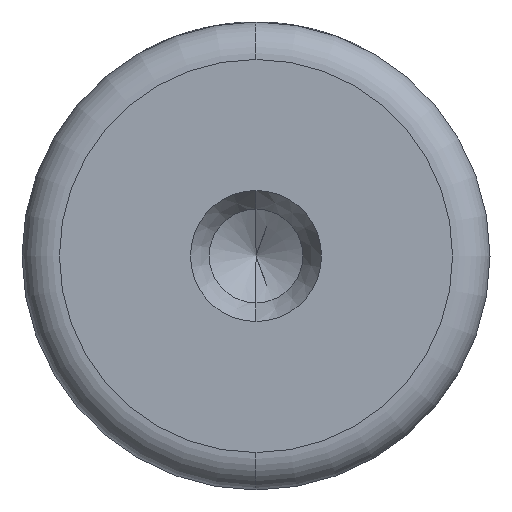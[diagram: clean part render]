
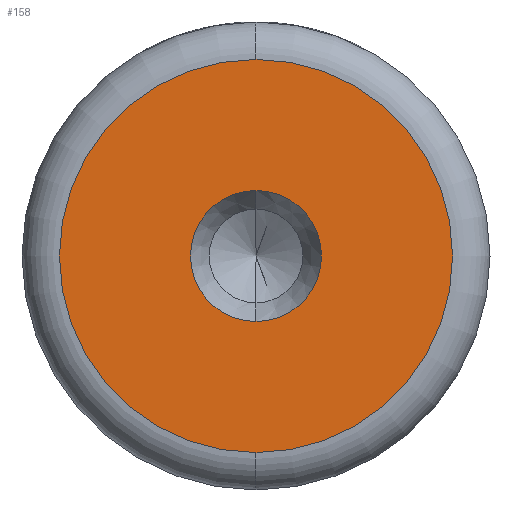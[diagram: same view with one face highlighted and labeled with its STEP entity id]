
A CAD part, left-side view. The second image highlights one B-rep face of the part: STEP entity #158.
In plain terms, the highlighted planar face has unit normal (-1, 0, 0).
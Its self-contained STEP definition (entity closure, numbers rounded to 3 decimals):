
#3 = DIRECTION ( 'NONE',  ( -1., 0., 0. ) ) ;
#11 = VERTEX_POINT ( 'NONE', #209 ) ;
#83 = CIRCLE ( 'NONE', #483, 10.5 ) ;
#139 = DIRECTION ( 'NONE',  ( -1., 0., 0. ) ) ;
#158 = ADVANCED_FACE ( 'NONE', ( #187, #172 ), #362, .T. ) ;
#172 = FACE_BOUND ( 'NONE', #853, .T. ) ;
#187 = FACE_OUTER_BOUND ( 'NONE', #555, .T. ) ;
#209 = CARTESIAN_POINT ( 'NONE',  ( 0., 0., -10.5 ) ) ;
#254 = DIRECTION ( 'NONE',  ( -1., 0., 0. ) ) ;
#294 = CARTESIAN_POINT ( 'NONE',  ( 0., 0., 0. ) ) ;
#296 = VERTEX_POINT ( 'NONE', #871 ) ;
#316 = VERTEX_POINT ( 'NONE', #1201 ) ;
#362 = PLANE ( 'NONE',  #889 ) ;
#401 = CIRCLE ( 'NONE', #472, 3.5 ) ;
#416 = DIRECTION ( 'NONE',  ( 0., 0., 1. ) ) ;
#472 = AXIS2_PLACEMENT_3D ( 'NONE', #489, #1256, #607 ) ;
#483 = AXIS2_PLACEMENT_3D ( 'NONE', #918, #254, #1026 ) ;
#489 = CARTESIAN_POINT ( 'NONE',  ( 0., 0., 0. ) ) ;
#555 = EDGE_LOOP ( 'NONE', ( #818, #1294 ) ) ;
#580 = ORIENTED_EDGE ( 'NONE', *, *, #1205, .F. ) ;
#607 = DIRECTION ( 'NONE',  ( 0., 0., 1. ) ) ;
#633 = AXIS2_PLACEMENT_3D ( 'NONE', #294, #1060, #416 ) ;
#673 = CARTESIAN_POINT ( 'NONE',  ( 0., 0., 0. ) ) ;
#687 = EDGE_CURVE ( 'NONE', #821, #316, #1315, .T. ) ;
#803 = CARTESIAN_POINT ( 'NONE',  ( 0., 0., -3.5 ) ) ;
#805 = AXIS2_PLACEMENT_3D ( 'NONE', #807, #139, #913 ) ;
#807 = CARTESIAN_POINT ( 'NONE',  ( 0., 0., 0. ) ) ;
#813 = ORIENTED_EDGE ( 'NONE', *, *, #687, .F. ) ;
#818 = ORIENTED_EDGE ( 'NONE', *, *, #1069, .T. ) ;
#821 = VERTEX_POINT ( 'NONE', #803 ) ;
#853 = EDGE_LOOP ( 'NONE', ( #580, #813 ) ) ;
#871 = CARTESIAN_POINT ( 'NONE',  ( 0., 0., 10.5 ) ) ;
#889 = AXIS2_PLACEMENT_3D ( 'NONE', #673, #3, #1151 ) ;
#913 = DIRECTION ( 'NONE',  ( 0., 0., 1. ) ) ;
#918 = CARTESIAN_POINT ( 'NONE',  ( 0., 0., 0. ) ) ;
#1026 = DIRECTION ( 'NONE',  ( 0., 0., 1. ) ) ;
#1060 = DIRECTION ( 'NONE',  ( -1., 0., 0. ) ) ;
#1069 = EDGE_CURVE ( 'NONE', #296, #11, #1320, .T. ) ;
#1151 = DIRECTION ( 'NONE',  ( 0., 0., 1. ) ) ;
#1199 = EDGE_CURVE ( 'NONE', #11, #296, #83, .T. ) ;
#1201 = CARTESIAN_POINT ( 'NONE',  ( 0., 0., 3.5 ) ) ;
#1205 = EDGE_CURVE ( 'NONE', #316, #821, #401, .T. ) ;
#1256 = DIRECTION ( 'NONE',  ( -1., 0., 0. ) ) ;
#1294 = ORIENTED_EDGE ( 'NONE', *, *, #1199, .T. ) ;
#1315 = CIRCLE ( 'NONE', #805, 3.5 ) ;
#1320 = CIRCLE ( 'NONE', #633, 10.5 ) ;
